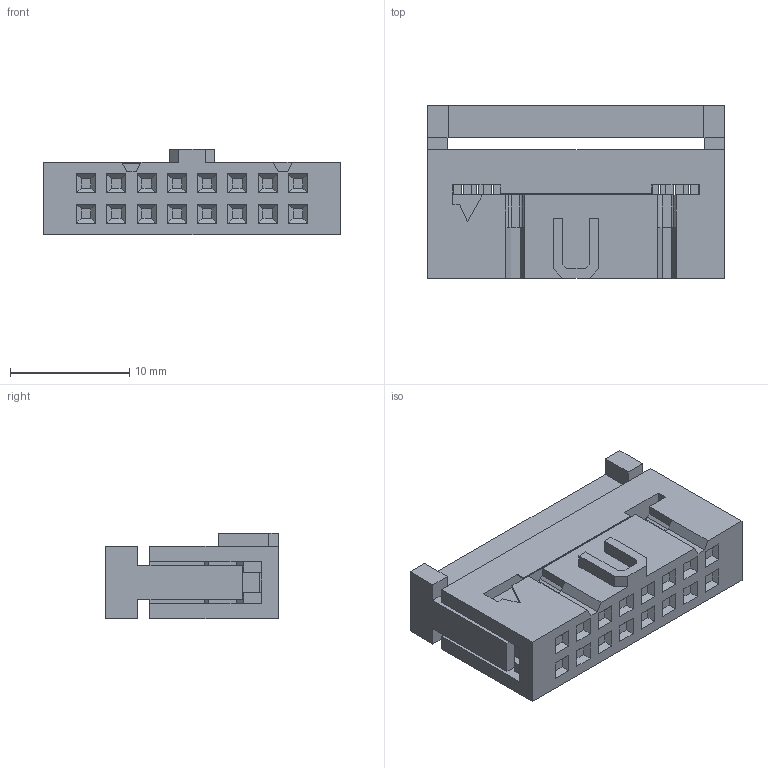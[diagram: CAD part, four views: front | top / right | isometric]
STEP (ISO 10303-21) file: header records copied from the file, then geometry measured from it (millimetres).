
FILE_DESCRIPTION(/* description */ (''),/* implementation_level */ '2;1');
FILE_NAME(/* name */ '100141382ugm000_b.stp',/* time_stamp */ '2016-11-24T14:00:38+01:00',/* author */ (''),/* organization */ (''),/* preprocessor_version */ 'ST-DEVELOPER v16',/* originating_system */ 'SIEMENS PLM Software NX 10.0',/* authorisation */ '');
FILE_SCHEMA (('AUTOMOTIVE_DESIGN { 1 0 10303 214 3 1 1 1 }'));
Length unit declared in the file: millimetre
Products named in the file (1): 100141382ugm000_b
Bounding box: 24.9 x 14.5 x 7.2 mm (x, y, z)
Volume: 1649.7 mm3; surface area: 1837.5 mm2
Topology: 1 solids, 1 shells, 355 faces, 1001 edges, 656 vertices
Faces by surface type: plane 349, cylinder 6
Entity records: 12288 total; most frequent: CARTESIAN_POINT 2049, ORIENTED_EDGE 2002, DIRECTION 1713, EDGE_CURVE 1001, LINE 977, VECTOR 977, VERTEX_POINT 656, EDGE_LOOP 439
